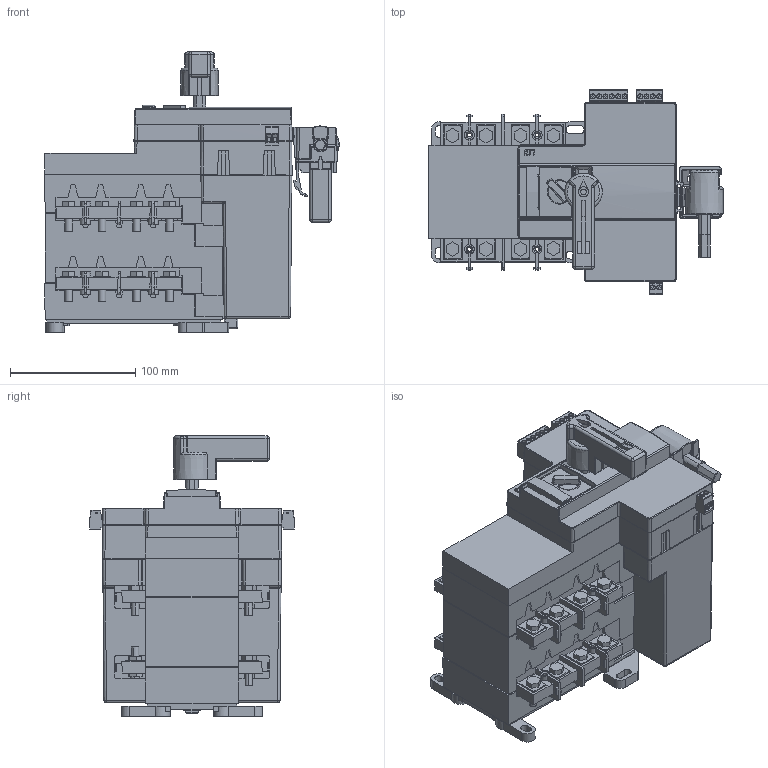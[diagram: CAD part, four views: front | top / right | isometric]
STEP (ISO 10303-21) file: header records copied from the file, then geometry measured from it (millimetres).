
FILE_DESCRIPTION((''),'2;1');
FILE_NAME('ASM1_ASM_ASM','2017-10-25T',('luka.skrinjar'),('Audax d.o.o.'),'CREO PARAMETRIC BY PTC INC, 2016050','CREO PARAMETRIC BY PTC INC, 2016050','');
FILE_SCHEMA(('AUTOMOTIVE_DESIGN { 1 0 10303 214 1 1 1 1 }'));
Products named in the file (4): MSBR-3; MSBR-2; MSBR-1; ASM1_ASM_ASM
Assembly tree (3 placements, depth 2):
  ASM1_ASM_ASM
    MSBR-3
    MSBR-2
    MSBR-1
Bounding box: 235 x 163.3 x 223.5 mm (x, y, z)
Volume: 58958.8 mm3; surface area: 271180 mm2
Topology: 38 solids, 41 shells, 3850 faces, 10241 edges, 6507 vertices
Faces by surface type: plane 2751, cylinder 715, cone 161, bspline 118, sphere 49, torus 31, extrusion 25
Entity records: 176278 total; most frequent: CARTESIAN_POINT 27074, ORIENTED_EDGE 20384, DIRECTION 18485, PRESENTATION_STYLE_ASSIGNMENT 12934, EDGE_CURVE 10197, STYLED_ITEM 9563, CURVE_STYLE 9133, VECTOR 7771
